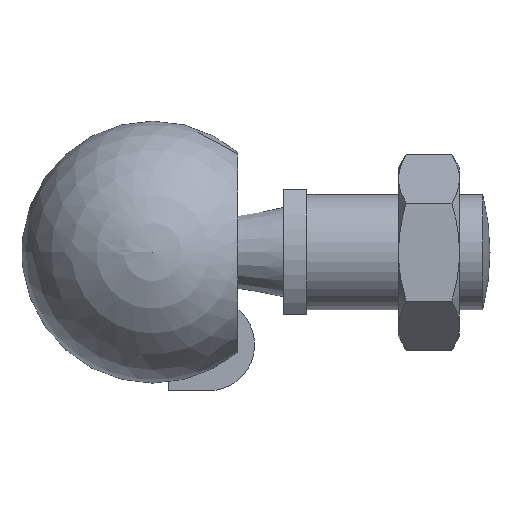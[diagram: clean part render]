
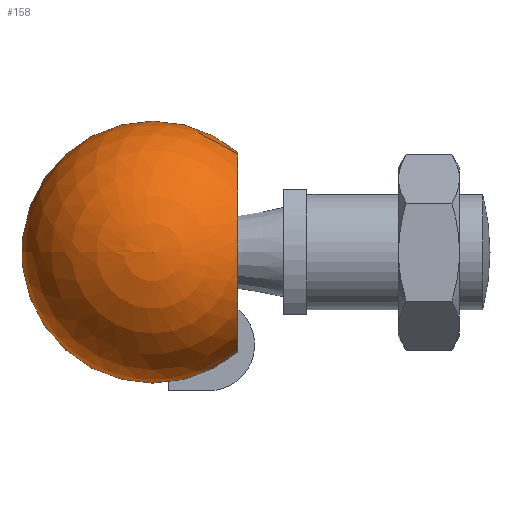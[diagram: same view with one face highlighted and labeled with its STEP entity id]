
A CAD part, left-side view. The second image highlights one B-rep face of the part: STEP entity #158.
In plain terms, the highlighted spherical face has radius 13.6 mm.
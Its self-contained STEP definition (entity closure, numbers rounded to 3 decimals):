
#158 = ADVANCED_FACE( '', ( #345, #346, #347 ), #348, .T. );
#345 = FACE_BOUND( '', #567, .T. );
#346 = FACE_OUTER_BOUND( '', #568, .T. );
#347 = FACE_BOUND( '', #569, .T. );
#348 = SPHERICAL_SURFACE( '', #570, 13.6 );
#567 = VERTEX_LOOP( '', #954 );
#568 = EDGE_LOOP( '', ( #955, #956, #957, #958 ) );
#569 = EDGE_LOOP( '', ( #959 ) );
#570 = AXIS2_PLACEMENT_3D( '', #960, #961, #962 );
#954 = VERTEX_POINT( '', #1341 );
#955 = ORIENTED_EDGE( '', *, *, #1310, .F. );
#956 = ORIENTED_EDGE( '', *, *, #1342, .F. );
#957 = ORIENTED_EDGE( '', *, *, #1343, .F. );
#958 = ORIENTED_EDGE( '', *, *, #1265, .F. );
#959 = ORIENTED_EDGE( '', *, *, #1344, .T. );
#960 = CARTESIAN_POINT( '', ( 0., 0., 0. ) );
#961 = DIRECTION( '', ( 1., 0., 0. ) );
#962 = DIRECTION( '', ( 0., 1., 0. ) );
#1265 = EDGE_CURVE( '', #1510, #1512, #1513, .F. );
#1310 = EDGE_CURVE( '', #1577, #1510, #1580, .F. );
#1341 = CARTESIAN_POINT( '', ( -13.6, 0., 0. ) );
#1342 = EDGE_CURVE( '', #1623, #1577, #1624, .T. );
#1343 = EDGE_CURVE( '', #1512, #1623, #1625, .F. );
#1344 = EDGE_CURVE( '', #1626, #1626, #1627, .F. );
#1510 = VERTEX_POINT( '', #1873 );
#1512 = VERTEX_POINT( '', #1876 );
#1513 = CIRCLE( '', #1877, 9.5 );
#1577 = VERTEX_POINT( '', #2011 );
#1580 = CIRCLE( '', #2021, 13.218 );
#1623 = VERTEX_POINT( '', #2085 );
#1624 = CIRCLE( '', #2086, 8.589 );
#1625 = CIRCLE( '', #2087, 13.6 );
#1626 = VERTEX_POINT( '', #2088 );
#1627 = CIRCLE( '', #2089, 10.369 );
#1873 = CARTESIAN_POINT( '', ( 9.732, -3.142, 8.965 ) );
#1876 = CARTESIAN_POINT( '', ( 9.732, -5.979, 7.383 ) );
#1877 = AXIS2_PLACEMENT_3D( '', #2277, #2278, #2279 );
#2011 = CARTESIAN_POINT( '', ( 10.544, -2.53, 8.209 ) );
#2021 = AXIS2_PLACEMENT_3D( '', #2315, #2316, #2317 );
#2085 = CARTESIAN_POINT( '', ( 10.544, -5.406, 6.675 ) );
#2086 = AXIS2_PLACEMENT_3D( '', #2348, #2349, #2350 );
#2087 = AXIS2_PLACEMENT_3D( '', #2351, #2352, #2353 );
#2088 = CARTESIAN_POINT( '', ( 0., -8.8, -10.369 ) );
#2089 = AXIS2_PLACEMENT_3D( '', #2354, #2355, #2356 );
#2277 = CARTESIAN_POINT( '', ( 9.732, 0., 0. ) );
#2278 = DIRECTION( '', ( -1., 0., 0. ) );
#2279 = DIRECTION( '', ( 0., 0., 1. ) );
#2315 = CARTESIAN_POINT( '', ( 0., 2.487, 2.014 ) );
#2316 = DIRECTION( '', ( 0., 0.777, 0.629 ) );
#2317 = DIRECTION( '', ( 0., -0.629, 0.777 ) );
#2348 = CARTESIAN_POINT( '', ( 10.544, 0., 0. ) );
#2349 = DIRECTION( '', ( 1., 0., 0. ) );
#2350 = DIRECTION( '', ( 0., 0., -1. ) );
#2351 = CARTESIAN_POINT( '', ( 0., 0., 0. ) );
#2352 = DIRECTION( '', ( 0., -0.777, -0.629 ) );
#2353 = DIRECTION( '', ( 0., 0.629, -0.777 ) );
#2354 = CARTESIAN_POINT( '', ( 0., -8.8, 0. ) );
#2355 = DIRECTION( '', ( 0., -1., 0. ) );
#2356 = DIRECTION( '', ( 0., 0., -1. ) );
